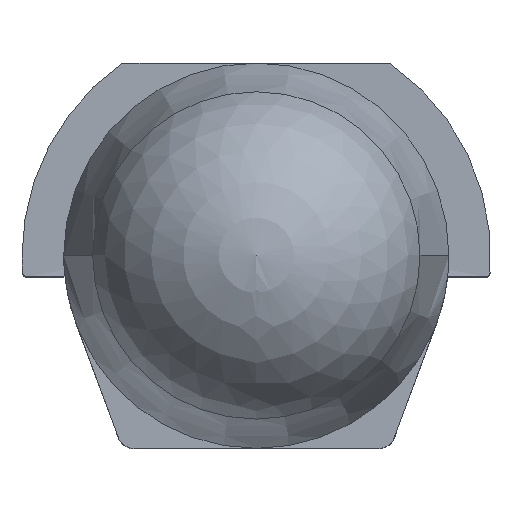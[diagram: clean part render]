
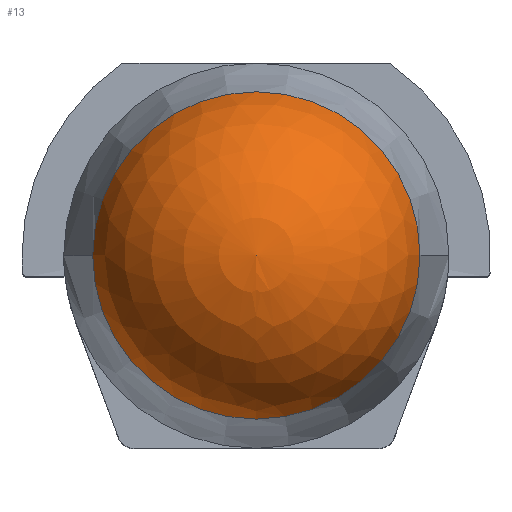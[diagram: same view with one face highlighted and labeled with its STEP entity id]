
A CAD part, top view. The second image highlights one B-rep face of the part: STEP entity #13.
In plain terms, the highlighted spherical face has radius 2 mm.
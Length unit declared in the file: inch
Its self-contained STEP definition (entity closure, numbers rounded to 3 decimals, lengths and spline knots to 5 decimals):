
#13 = ADVANCED_FACE ( 'NONE', ( #711 ), #708, .T. ) ;
#79 = DIRECTION ( 'NONE',  ( 0., 0., 1. ) ) ;
#85 = CARTESIAN_POINT ( 'NONE',  ( 0.00012, 0., 0.21261 ) ) ;
#88 = DIRECTION ( 'NONE',  ( 0., -1., 0. ) ) ;
#212 = EDGE_CURVE ( 'NONE', #798, #797, #370, .T. ) ;
#244 = AXIS2_PLACEMENT_3D ( 'NONE', #85, #79, #88 ) ;
#289 = AXIS2_PLACEMENT_3D ( 'NONE', #849, #848, #847 ) ;
#297 = AXIS2_PLACEMENT_3D ( 'NONE', #649, #644, #642 ) ;
#370 = CIRCLE ( 'NONE', #289, 0.077 ) ;
#449 = CIRCLE ( 'NONE', #297, 0.077 ) ;
#642 = DIRECTION ( 'NONE',  ( -1., 0., 0. ) ) ;
#644 = DIRECTION ( 'NONE',  ( 0., 0., -1. ) ) ;
#649 = CARTESIAN_POINT ( 'NONE',  ( 0.00012, 0., 0.22909 ) ) ;
#708 = SPHERICAL_SURFACE ( 'NONE', #244, 0.07874 ) ;
#711 = FACE_OUTER_BOUND ( 'NONE', #781, .T. ) ;
#781 = EDGE_LOOP ( 'NONE', ( #1084, #1085 ) ) ;
#797 = VERTEX_POINT ( 'NONE', #979 ) ;
#798 = VERTEX_POINT ( 'NONE', #1017 ) ;
#847 = DIRECTION ( 'NONE',  ( -1., 0., 0. ) ) ;
#848 = DIRECTION ( 'NONE',  ( 0., 0., -1. ) ) ;
#849 = CARTESIAN_POINT ( 'NONE',  ( 0.00012, 0., 0.22909 ) ) ;
#979 = CARTESIAN_POINT ( 'NONE',  ( -0.07688, 0., 0.22909 ) ) ;
#1017 = CARTESIAN_POINT ( 'NONE',  ( 0.07711, 0., 0.22909 ) ) ;
#1031 = EDGE_CURVE ( 'NONE', #797, #798, #449, .T. ) ;
#1084 = ORIENTED_EDGE ( 'NONE', *, *, #1031, .F. ) ;
#1085 = ORIENTED_EDGE ( 'NONE', *, *, #212, .F. ) ;
